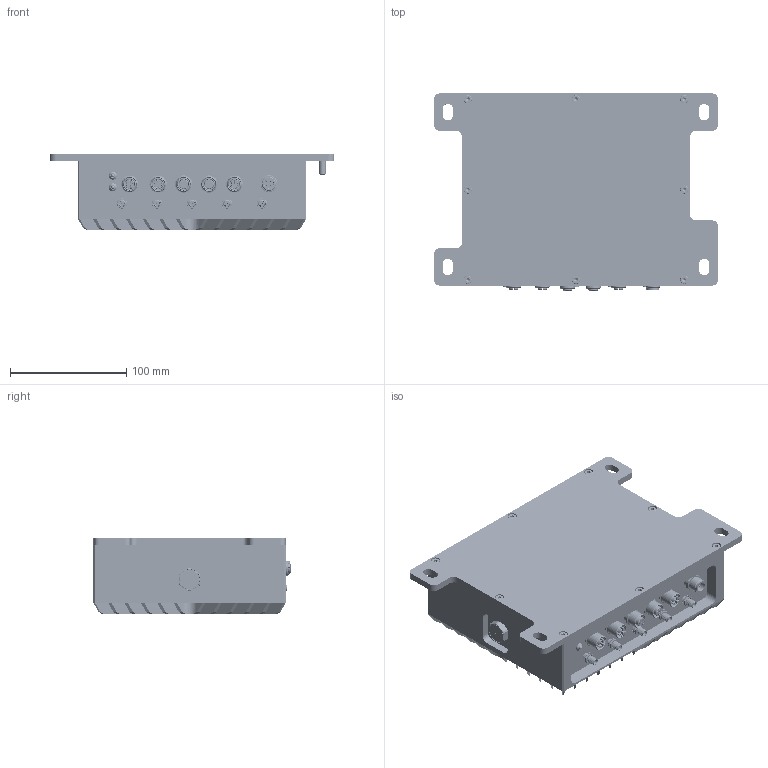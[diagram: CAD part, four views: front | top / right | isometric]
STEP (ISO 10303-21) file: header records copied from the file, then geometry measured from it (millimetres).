
FILE_DESCRIPTION(/* description */ (''),/* implementation_level */ '2;1');
FILE_NAME(/* name */ 'RPC-RSA2I20-A104S.stp',/* time_stamp */ '2020-04-07T10:53:05+02:00',/* author */ ('AM'),/* organization */ (''),/* preprocessor_version */ 'ST-DEVELOPER v17.2',/* originating_system */ 'Autodesk Inventor 2019',/* authorisation */ '');
FILE_SCHEMA (('AUTOMOTIVE_DESIGN { 1 0 10303 214 3 1 1 }'));
Products named in the file (1): RPC-RSA2I20-A104S_Shrinkwrap_1
Bounding box: 244 x 169.2 x 66 mm (x, y, z)
Volume: 725442.8 mm3; surface area: 288847.7 mm2
Topology: 1 solids, 1 shells, 5336 faces, 14814 edges, 9705 vertices
Faces by surface type: plane 2479, cylinder 1485, cone 617, bspline 491, torus 242, sphere 22
Full cylindrical faces by diameter (mm): 0.1 x5, 0.7 x16, 0.725 x24, 0.8 x24, 0.9 x16, 0.97 x5, 1 x14, 1.1 x27, 1.2 x24, 1.219 x5, 1.225 x24, 1.29 x24, 1.4 x16, 1.5 x48, 1.9 x7, 2 x3, 2.1 x5, 2.2 x1, 2.21 x5, 2.459 x8, 2.49 x5, 2.9 x2, 3 x4, 3.1 x5, 4.08 x5, 4.3 x2, 4.61 x5, 5 x2, 5.33 x35, 5.5 x10
Entity records: 354534 total; most frequent: CARTESIAN_POINT 214724, ORIENTED_EDGE 29504, DIRECTION 26732, EDGE_CURVE 14752, AXIS2_PLACEMENT_3D 9747, VERTEX_POINT 9705, LINE 7238, VECTOR 7238
